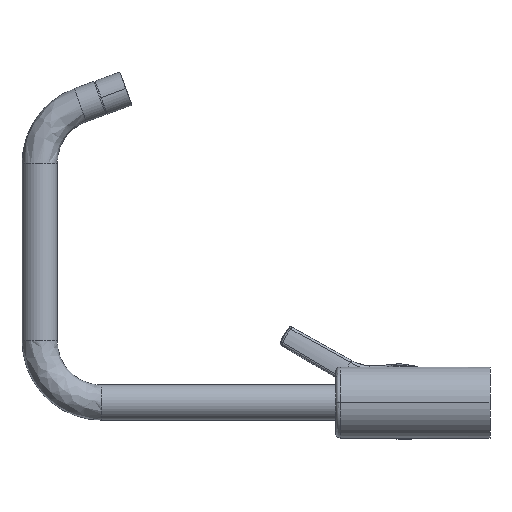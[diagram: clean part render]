
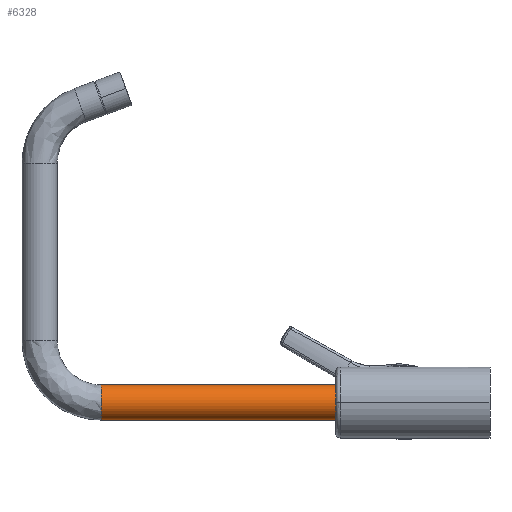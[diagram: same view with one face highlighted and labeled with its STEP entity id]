
A CAD part, left-side view. The second image highlights one B-rep face of the part: STEP entity #6328.
In plain terms, the highlighted cylindrical face has radius 11.4 mm (diameter 22.8 mm), a partial arc.
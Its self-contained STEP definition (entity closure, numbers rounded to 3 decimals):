
#486 = AXIS2_PLACEMENT_3D ( 'NONE', #6558, #13986, #812 ) ;
#812 = DIRECTION ( 'NONE',  ( 0., 0., -1. ) ) ;
#1069 = EDGE_CURVE ( 'NONE', #2489, #13655, #5862, .T. ) ;
#2066 = CARTESIAN_POINT ( 'NONE',  ( -35.868, 420.106, 386.329 ) ) ;
#2157 = ORIENTED_EDGE ( 'NONE', *, *, #1069, .T. ) ;
#2489 = VERTEX_POINT ( 'NONE', #10594 ) ;
#2536 = EDGE_CURVE ( 'NONE', #9058, #2489, #14160, .T. ) ;
#2565 = AXIS2_PLACEMENT_3D ( 'NONE', #12978, #15339, #14192 ) ;
#3815 = LINE ( 'NONE', #8922, #6050 ) ;
#4838 = EDGE_LOOP ( 'NONE', ( #12387, #13840, #6035, #2157 ) ) ;
#5206 = CARTESIAN_POINT ( 'NONE',  ( -35.868, 420.106, 397.729 ) ) ;
#5328 = CIRCLE ( 'NONE', #13969, 11.4 ) ;
#5862 = CIRCLE ( 'NONE', #486, 11.4 ) ;
#6035 = ORIENTED_EDGE ( 'NONE', *, *, #2536, .T. ) ;
#6050 = VECTOR ( 'NONE', #13808, 1000. ) ;
#6328 = ADVANCED_FACE ( 'NONE', ( #11492 ), #7554, .T. ) ;
#6422 = DIRECTION ( 'NONE',  ( 0., 0., -1. ) ) ;
#6558 = CARTESIAN_POINT ( 'NONE',  ( -35.868, 267.806, 397.729 ) ) ;
#6736 = EDGE_CURVE ( 'NONE', #9488, #13655, #3815, .T. ) ;
#7554 = CYLINDRICAL_SURFACE ( 'NONE', #2565, 11.4 ) ;
#8922 = CARTESIAN_POINT ( 'NONE',  ( -35.868, 420.106, 409.129 ) ) ;
#9058 = VERTEX_POINT ( 'NONE', #14858 ) ;
#9488 = VERTEX_POINT ( 'NONE', #12535 ) ;
#9570 = DIRECTION ( 'NONE',  ( 0., -1., 0. ) ) ;
#10594 = CARTESIAN_POINT ( 'NONE',  ( -35.868, 267.806, 386.329 ) ) ;
#11492 = FACE_OUTER_BOUND ( 'NONE', #4838, .T. ) ;
#12269 = VECTOR ( 'NONE', #9570, 1000. ) ;
#12387 = ORIENTED_EDGE ( 'NONE', *, *, #6736, .F. ) ;
#12535 = CARTESIAN_POINT ( 'NONE',  ( -35.868, 420.106, 409.129 ) ) ;
#12978 = CARTESIAN_POINT ( 'NONE',  ( -35.868, 420.106, 397.729 ) ) ;
#13555 = CARTESIAN_POINT ( 'NONE',  ( -35.868, 267.806, 409.129 ) ) ;
#13655 = VERTEX_POINT ( 'NONE', #13555 ) ;
#13657 = DIRECTION ( 'NONE',  ( 0., -1., 0. ) ) ;
#13808 = DIRECTION ( 'NONE',  ( 0., -1., 0. ) ) ;
#13840 = ORIENTED_EDGE ( 'NONE', *, *, #14033, .T. ) ;
#13969 = AXIS2_PLACEMENT_3D ( 'NONE', #5206, #13657, #6422 ) ;
#13986 = DIRECTION ( 'NONE',  ( 0., 1., 0. ) ) ;
#14033 = EDGE_CURVE ( 'NONE', #9488, #9058, #5328, .T. ) ;
#14160 = LINE ( 'NONE', #2066, #12269 ) ;
#14192 = DIRECTION ( 'NONE',  ( 0., 0., -1. ) ) ;
#14858 = CARTESIAN_POINT ( 'NONE',  ( -35.868, 420.106, 386.329 ) ) ;
#15339 = DIRECTION ( 'NONE',  ( 0., -1., 0. ) ) ;
